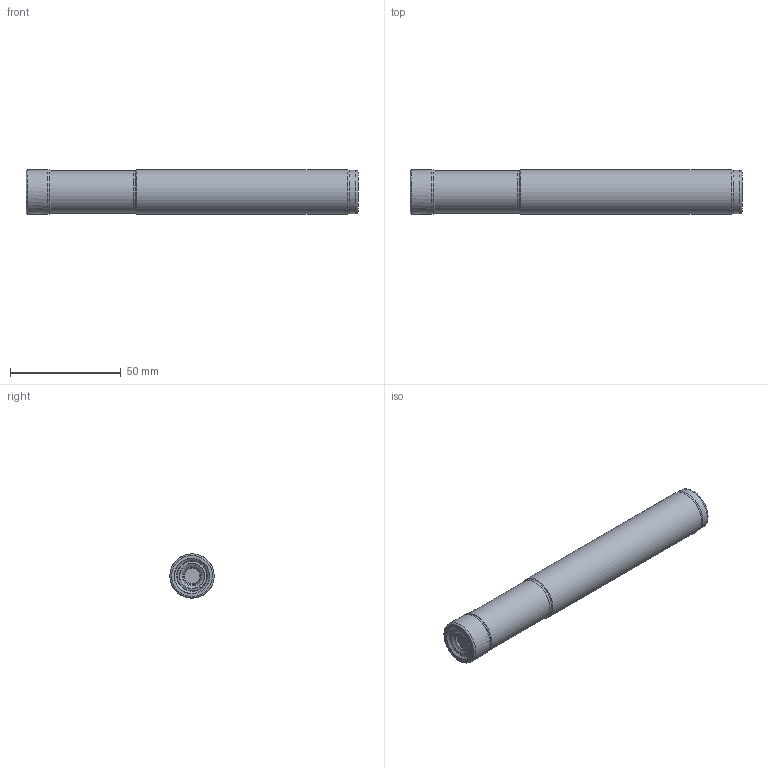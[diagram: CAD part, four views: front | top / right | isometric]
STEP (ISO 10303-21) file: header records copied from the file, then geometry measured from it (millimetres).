
FILE_DESCRIPTION(/* description */ (''),/* implementation_level */ '2;1');
FILE_NAME(/* name */ 'AEM90-XD11T3-D20-W20-L150-Z03.stp',/* time_stamp */ '2023-10-27T13:58:35+03:00',/* author */ (''),/* organization */ (''),/* preprocessor_version */ 'ST-DEVELOPER v19.4',/* originating_system */ 'SIEMENS PLM Software NX2306.3001',/* authorisation */ '');
FILE_SCHEMA (('AUTOMOTIVE_DESIGN { 1 0 10303 214 3 1 1 1 }'));
Length unit declared in the file: millimetre
Products named in the file (1): AEM90-XD11T3-D20-W20-L150-Z03
Bounding box: 150 x 20 x 20 mm (x, y, z)
Volume: 48201.1 mm3; surface area: 11251.4 mm2
Topology: 2 solids, 2 shells, 45 faces, 111 edges, 70 vertices
Faces by surface type: revolution 26, torus 7, cone 5, plane 4, cylinder 3
Full cylindrical faces by diameter (mm): 19 x1, 19.5 x1, 20 x1
Entity records: 1151 total; most frequent: DIRECTION 192, CARTESIAN_POINT 160, EDGE_LOOP 88, ORIENTED_EDGE 88, FACE_BOUND 86, AXIS2_PLACEMENT_3D 76, ADVANCED_FACE 45, VERTEX_POINT 44
